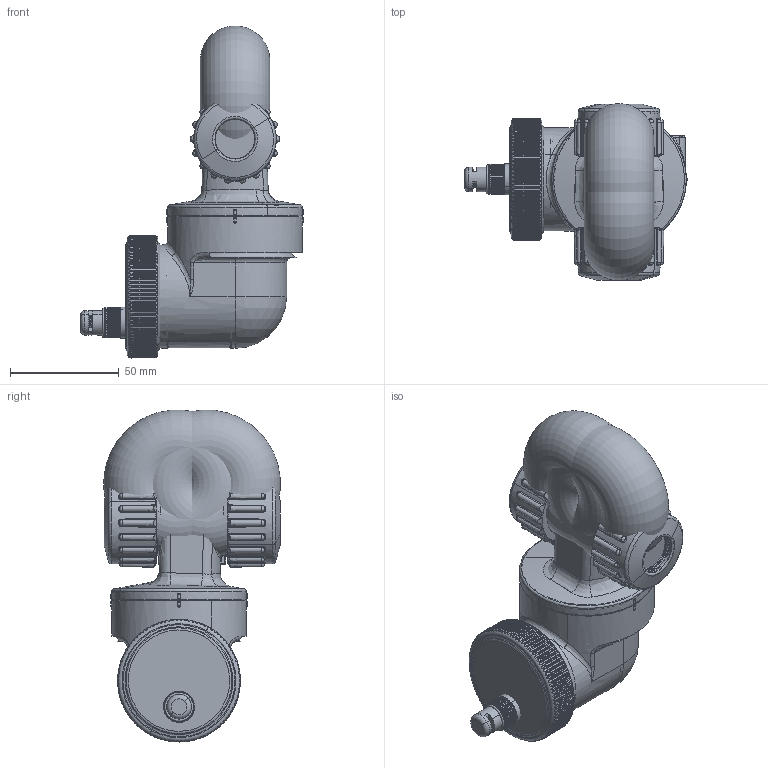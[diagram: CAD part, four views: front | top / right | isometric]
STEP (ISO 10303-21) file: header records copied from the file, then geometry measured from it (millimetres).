
FILE_DESCRIPTION((''),'2;1');
FILE_NAME('551801_ALLCATPART_SW0001','2017-07-14T',('sparenzan'),(''),'CREO PARAMETRIC BY PTC INC, 2016050','CREO PARAMETRIC BY PTC INC, 2016050','');
FILE_SCHEMA(('CONFIG_CONTROL_DESIGN'));
Products named in the file (1): 551801_ALLCATPART_SW0001
Bounding box: 102.45 x 81.11 x 152.63 mm (x, y, z)
Surface area: 85947.7 mm2 (no closed solid volume)
Topology: 0 solids, 0 shells, 1383 faces, 7706 edges, 7578 vertices
Faces by surface type: bspline 1232, torus 131, sphere 20
Entity records: 145696 total; most frequent: CARTESIAN_POINT 87066, DIRECTION 7616, DEFINITIONAL_REPRESENTATION 7481, PCURVE 7481, COMPOSITE_CURVE_SEGMENT 7481, TRIMMED_CURVE 6422, VECTOR 5530, LINE 5530
